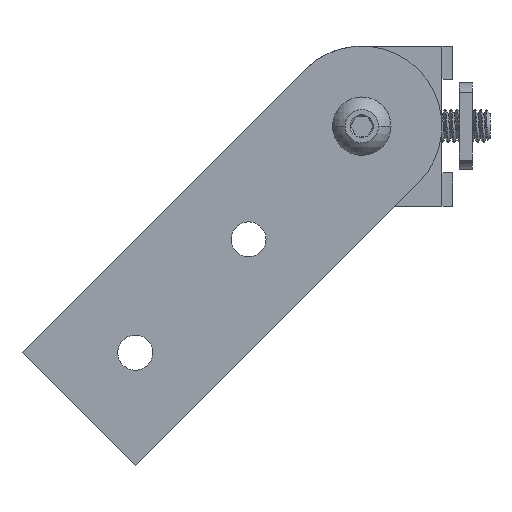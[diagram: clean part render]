
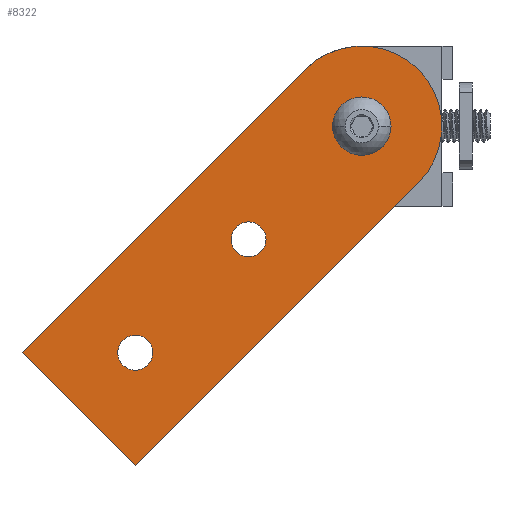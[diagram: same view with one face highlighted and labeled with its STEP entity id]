
A CAD part, left-side view. The second image highlights one B-rep face of the part: STEP entity #8322.
In plain terms, the highlighted planar face has unit normal (-1, 0, 0).
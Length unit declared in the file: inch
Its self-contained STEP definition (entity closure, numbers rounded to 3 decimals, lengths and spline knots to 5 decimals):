
#261 = DIRECTION ( 'NONE',  ( 1., 0., 0. ) ) ;
#272 = DIRECTION ( 'NONE',  ( 0., 0., -1. ) ) ;
#381 = LINE ( 'NONE', #1005, #7352 ) ;
#434 = CARTESIAN_POINT ( 'NONE',  ( -1., 0.75, 0. ) ) ;
#546 = VERTEX_POINT ( 'NONE', #4479 ) ;
#714 = VERTEX_POINT ( 'NONE', #4622 ) ;
#786 = CARTESIAN_POINT ( 'NONE',  ( -1., 2.87132, -2.12132 ) ) ;
#799 = CIRCLE ( 'NONE', #1095, 0.164 ) ;
#827 = CARTESIAN_POINT ( 'NONE',  ( -1., 1.81066, -1.06066 ) ) ;
#878 = DIRECTION ( 'NONE',  ( 0., 0., -1. ) ) ;
#981 = CARTESIAN_POINT ( 'NONE',  ( -1., 0.75, 0. ) ) ;
#1005 = CARTESIAN_POINT ( 'NONE',  ( -1., 3.93198, -2.12132 ) ) ;
#1043 = CARTESIAN_POINT ( 'NONE',  ( -1., 3.93198, -2.12132 ) ) ;
#1095 = AXIS2_PLACEMENT_3D ( 'NONE', #7850, #4730, #8696 ) ;
#1222 = EDGE_CURVE ( 'NONE', #546, #5108, #3973, .T. ) ;
#1226 = EDGE_CURVE ( 'NONE', #7796, #3551, #799, .T. ) ;
#1318 = VECTOR ( 'NONE', #6283, 39.37008 ) ;
#1576 = ORIENTED_EDGE ( 'NONE', *, *, #1222, .T. ) ;
#1708 = ORIENTED_EDGE ( 'NONE', *, *, #5015, .F. ) ;
#1810 = CARTESIAN_POINT ( 'NONE',  ( -1., 0.75, 0. ) ) ;
#1823 = AXIS2_PLACEMENT_3D ( 'NONE', #827, #1854, #8043 ) ;
#1828 = CARTESIAN_POINT ( 'NONE',  ( -1., 0.21967, -0.53033 ) ) ;
#1854 = DIRECTION ( 'NONE',  ( 1., 0., 0. ) ) ;
#2008 = VERTEX_POINT ( 'NONE', #8905 ) ;
#2038 = EDGE_LOOP ( 'NONE', ( #3034, #1576 ) ) ;
#2112 = EDGE_CURVE ( 'NONE', #3549, #714, #6038, .T. ) ;
#2190 = CARTESIAN_POINT ( 'NONE',  ( -1., 2.87132, -3.18198 ) ) ;
#2308 = CIRCLE ( 'NONE', #4106, 0.164 ) ;
#2369 = ORIENTED_EDGE ( 'NONE', *, *, #4031, .T. ) ;
#2618 = DIRECTION ( 'NONE',  ( 1., 0., 0. ) ) ;
#2687 = CARTESIAN_POINT ( 'NONE',  ( -1., 0.75, 0. ) ) ;
#2868 = AXIS2_PLACEMENT_3D ( 'NONE', #2687, #2618, #8082 ) ;
#3034 = ORIENTED_EDGE ( 'NONE', *, *, #6934, .T. ) ;
#3070 = CARTESIAN_POINT ( 'NONE',  ( -1., 2.87132, -3.18198 ) ) ;
#3191 = CARTESIAN_POINT ( 'NONE',  ( -1., 1.81066, -1.22466 ) ) ;
#3262 = AXIS2_PLACEMENT_3D ( 'NONE', #786, #9448, #4707 ) ;
#3278 = LINE ( 'NONE', #8658, #5099 ) ;
#3330 = VERTEX_POINT ( 'NONE', #2190 ) ;
#3405 = ORIENTED_EDGE ( 'NONE', *, *, #7156, .F. ) ;
#3549 = VERTEX_POINT ( 'NONE', #5664 ) ;
#3551 = VERTEX_POINT ( 'NONE', #9615 ) ;
#3602 = DIRECTION ( 'NONE',  ( 1., 0., 0. ) ) ;
#3972 = FACE_BOUND ( 'NONE', #6195, .T. ) ;
#3973 = CIRCLE ( 'NONE', #5981, 0.164 ) ;
#3974 = AXIS2_PLACEMENT_3D ( 'NONE', #1810, #7314, #272 ) ;
#4031 = EDGE_CURVE ( 'NONE', #714, #3549, #2308, .T. ) ;
#4106 = AXIS2_PLACEMENT_3D ( 'NONE', #981, #261, #8722 ) ;
#4170 = EDGE_CURVE ( 'NONE', #2008, #7175, #7440, .T. ) ;
#4176 = DIRECTION ( 'NONE',  ( 0., 0.707, 0.707 ) ) ;
#4479 = CARTESIAN_POINT ( 'NONE',  ( -1., 1.81066, -0.89666 ) ) ;
#4622 = CARTESIAN_POINT ( 'NONE',  ( -1., 0.75, -0.164 ) ) ;
#4707 = DIRECTION ( 'NONE',  ( 0., 0., -1. ) ) ;
#4730 = DIRECTION ( 'NONE',  ( 1., 0., 0. ) ) ;
#5015 = EDGE_CURVE ( 'NONE', #7139, #2008, #3278, .T. ) ;
#5099 = VECTOR ( 'NONE', #9470, 39.37008 ) ;
#5108 = VERTEX_POINT ( 'NONE', #3191 ) ;
#5587 = CARTESIAN_POINT ( 'NONE',  ( -1., 1.81066, -1.06066 ) ) ;
#5658 = ORIENTED_EDGE ( 'NONE', *, *, #1226, .T. ) ;
#5664 = CARTESIAN_POINT ( 'NONE',  ( -1., 0.75, 0.164 ) ) ;
#5680 = EDGE_CURVE ( 'NONE', #7175, #3330, #8049, .T. ) ;
#5903 = CIRCLE ( 'NONE', #3262, 0.164 ) ;
#5929 = DIRECTION ( 'NONE',  ( 0., 0., -1. ) ) ;
#5981 = AXIS2_PLACEMENT_3D ( 'NONE', #5587, #6305, #878 ) ;
#6038 = CIRCLE ( 'NONE', #8274, 0.164 ) ;
#6070 = CARTESIAN_POINT ( 'NONE',  ( -1., 2.87132, -2.28532 ) ) ;
#6126 = ORIENTED_EDGE ( 'NONE', *, *, #2112, .T. ) ;
#6170 = FACE_BOUND ( 'NONE', #2038, .T. ) ;
#6195 = EDGE_LOOP ( 'NONE', ( #2369, #6126 ) ) ;
#6283 = DIRECTION ( 'NONE',  ( 0., 0.707, -0.707 ) ) ;
#6293 = FACE_BOUND ( 'NONE', #6327, .T. ) ;
#6298 = ORIENTED_EDGE ( 'NONE', *, *, #5680, .F. ) ;
#6305 = DIRECTION ( 'NONE',  ( 1., 0., 0. ) ) ;
#6327 = EDGE_LOOP ( 'NONE', ( #5658, #7894 ) ) ;
#6345 = CIRCLE ( 'NONE', #1823, 0.164 ) ;
#6420 = FACE_OUTER_BOUND ( 'NONE', #9979, .T. ) ;
#6934 = EDGE_CURVE ( 'NONE', #5108, #546, #6345, .T. ) ;
#7139 = VERTEX_POINT ( 'NONE', #1043 ) ;
#7156 = EDGE_CURVE ( 'NONE', #3330, #7139, #381, .T. ) ;
#7175 = VERTEX_POINT ( 'NONE', #1828 ) ;
#7243 = PLANE ( 'NONE',  #3974 ) ;
#7314 = DIRECTION ( 'NONE',  ( 1., 0., 0. ) ) ;
#7352 = VECTOR ( 'NONE', #4176, 39.37008 ) ;
#7440 = CIRCLE ( 'NONE', #2868, 0.75 ) ;
#7796 = VERTEX_POINT ( 'NONE', #6070 ) ;
#7850 = CARTESIAN_POINT ( 'NONE',  ( -1., 2.87132, -2.12132 ) ) ;
#7894 = ORIENTED_EDGE ( 'NONE', *, *, #9744, .T. ) ;
#8040 = ORIENTED_EDGE ( 'NONE', *, *, #4170, .F. ) ;
#8043 = DIRECTION ( 'NONE',  ( 0., 0., -1. ) ) ;
#8049 = LINE ( 'NONE', #3070, #1318 ) ;
#8082 = DIRECTION ( 'NONE',  ( 0., 0., -1. ) ) ;
#8274 = AXIS2_PLACEMENT_3D ( 'NONE', #434, #3602, #5929 ) ;
#8322 = ADVANCED_FACE ( 'NONE', ( #3972, #6170, #6293, #6420 ), #7243, .F. ) ;
#8658 = CARTESIAN_POINT ( 'NONE',  ( -1., 3.93198, -2.12132 ) ) ;
#8696 = DIRECTION ( 'NONE',  ( 0., 0., -1. ) ) ;
#8722 = DIRECTION ( 'NONE',  ( 0., 0., -1. ) ) ;
#8905 = CARTESIAN_POINT ( 'NONE',  ( -1., 1.28033, 0.53033 ) ) ;
#9448 = DIRECTION ( 'NONE',  ( 1., 0., 0. ) ) ;
#9470 = DIRECTION ( 'NONE',  ( 0., -0.707, 0.707 ) ) ;
#9615 = CARTESIAN_POINT ( 'NONE',  ( -1., 2.87132, -1.95732 ) ) ;
#9744 = EDGE_CURVE ( 'NONE', #3551, #7796, #5903, .T. ) ;
#9979 = EDGE_LOOP ( 'NONE', ( #8040, #1708, #3405, #6298 ) ) ;
